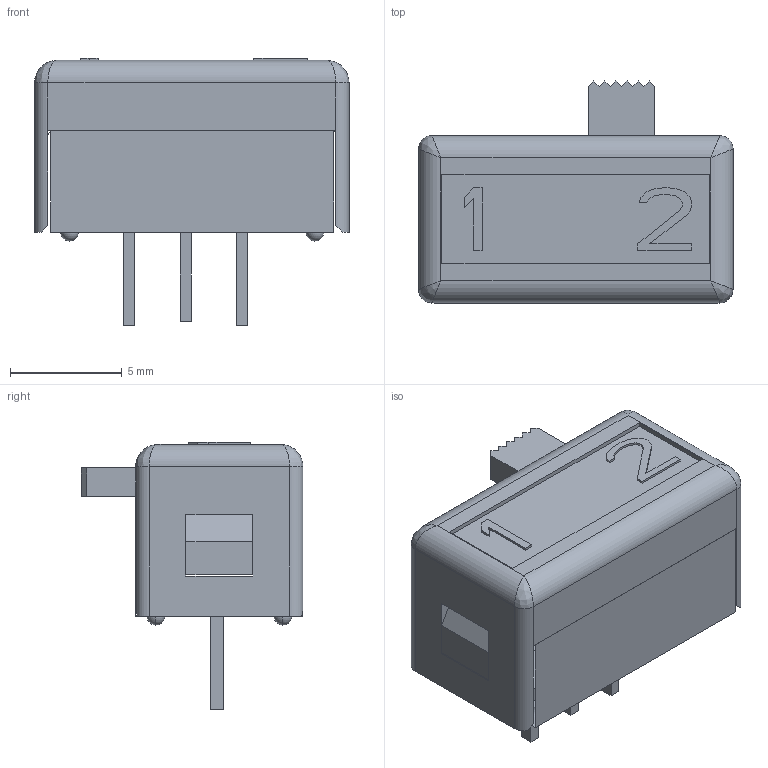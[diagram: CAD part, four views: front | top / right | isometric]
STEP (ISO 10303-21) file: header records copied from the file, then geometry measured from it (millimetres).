
FILE_DESCRIPTION((''),'2;1');
FILE_NAME('25336NA','2009-12-22T',('fdelazzari'),(''),'PRO/ENGINEER BY PARAMETRIC TECHNOLOGY CORPORATION, 2009300','PRO/ENGINEER BY PARAMETRIC TECHNOLOGY CORPORATION, 2009300','');
FILE_SCHEMA(('CONFIG_CONTROL_DESIGN'));
Length unit declared in the file: millimetre
Products named in the file (1): 25336NA
Bounding box: 14.12 x 9.95 x 12 mm (x, y, z)
Surface area: 1030.2 mm2 (no closed solid volume)
Topology: 0 solids, 10 shells, 162 faces, 464 edges, 306 vertices
Faces by surface type: plane 140, cylinder 10, sphere 8, bspline 4
Entity records: 5296 total; most frequent: CARTESIAN_POINT 1178, ORIENTED_EDGE 793, DIRECTION 790, EDGE_CURVE 456, VECTOR 414, LINE 414, VERTEX_POINT 306, AXIS2_PLACEMENT_3D 188
